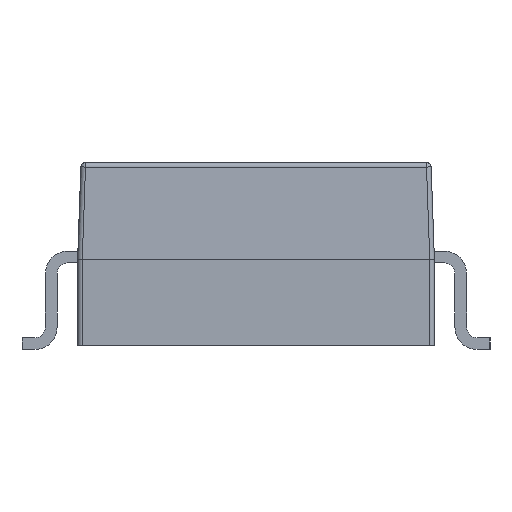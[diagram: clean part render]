
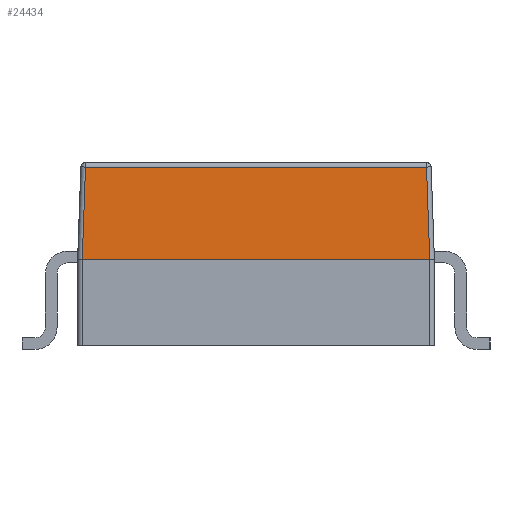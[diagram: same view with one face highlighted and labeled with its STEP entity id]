
A CAD part, left-side view. The second image highlights one B-rep face of the part: STEP entity #24434.
In plain terms, the highlighted planar face has unit normal (-0.999, 0, 0.035).
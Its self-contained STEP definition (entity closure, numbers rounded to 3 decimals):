
#3267=ORIENTED_EDGE('',*,*,#9907,.T.);
#3268=ORIENTED_EDGE('',*,*,#9908,.T.);
#3269=ORIENTED_EDGE('',*,*,#9909,.T.);
#3270=ORIENTED_EDGE('',*,*,#9910,.T.);
#3271=ORIENTED_EDGE('',*,*,#9911,.T.);
#3272=ORIENTED_EDGE('',*,*,#9912,.T.);
#9907=EDGE_CURVE('',#13331,#13332,#15776,.T.);
#9908=EDGE_CURVE('',#13332,#13333,#15777,.T.);
#9909=EDGE_CURVE('',#13333,#13334,#15778,.F.);
#9910=EDGE_CURVE('',#13334,#13335,#15779,.F.);
#9911=EDGE_CURVE('',#13335,#13336,#15780,.T.);
#9912=EDGE_CURVE('',#13336,#13331,#15781,.T.);
#13331=VERTEX_POINT('',#36960);
#13332=VERTEX_POINT('',#36961);
#13333=VERTEX_POINT('',#36963);
#13334=VERTEX_POINT('',#36965);
#13335=VERTEX_POINT('',#36967);
#13336=VERTEX_POINT('',#36969);
#15776=LINE('',#36959,#18466);
#15777=LINE('',#36962,#18467);
#15778=LINE('',#36964,#18468);
#15779=LINE('',#36966,#18469);
#15780=LINE('',#36968,#18470);
#15781=LINE('',#36970,#18471);
#18466=VECTOR('',#29023,1000.);
#18467=VECTOR('',#29024,1000.);
#18468=VECTOR('',#29025,1000.);
#18469=VECTOR('',#29026,1000.);
#18470=VECTOR('',#29027,1000.);
#18471=VECTOR('',#29028,1000.);
#20744=EDGE_LOOP('',(#3267,#3268,#3269,#3270,#3271,#3272));
#22154=FACE_BOUND('',#20744,.T.);
#23467=PLANE('',#25999);
#24434=ADVANCED_FACE('',(#22154),#23467,.T.);
#25999=AXIS2_PLACEMENT_3D('',#36958,#29021,#29022);
#29021=DIRECTION('',(-0.999,0.,0.035));
#29022=DIRECTION('',(0.035,0.,0.999));
#29023=DIRECTION('',(0.,-1.,0.));
#29024=DIRECTION('',(0.035,0.035,0.999));
#29025=DIRECTION('',(0.,-1.,0.));
#29026=DIRECTION('',(0.035,-0.035,0.999));
#29027=DIRECTION('',(0.,-1.,0.));
#29028=DIRECTION('',(0.,-1.,0.));
#36958=CARTESIAN_POINT('',(-7.48,0.,3.75));
#36959=CARTESIAN_POINT('',(-7.552,0.,1.68));
#36960=CARTESIAN_POINT('',(-7.552,-3.712,1.68));
#36961=CARTESIAN_POINT('',(-7.552,-3.712,1.68));
#36962=CARTESIAN_POINT('',(-7.476,-3.636,3.877));
#36963=CARTESIAN_POINT('',(-7.483,-3.643,3.653));
#36964=CARTESIAN_POINT('',(-7.483,0.,3.653));
#36965=CARTESIAN_POINT('',(-7.483,3.643,3.653));
#36966=CARTESIAN_POINT('',(-7.476,3.636,3.877));
#36967=CARTESIAN_POINT('',(-7.552,3.712,1.68));
#36968=CARTESIAN_POINT('',(-7.552,0.,1.68));
#36969=CARTESIAN_POINT('',(-7.552,3.712,1.68));
#36970=CARTESIAN_POINT('',(-7.552,0.,1.68));
